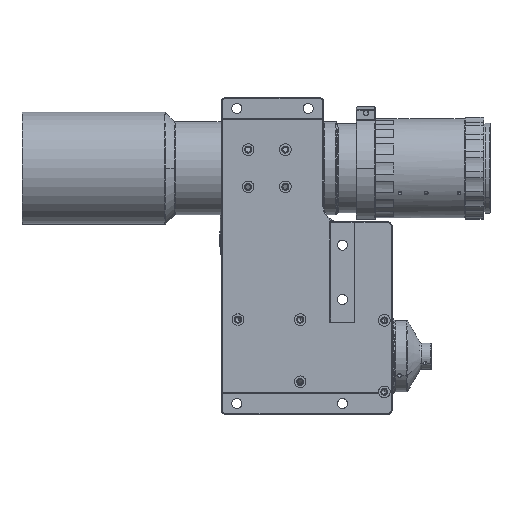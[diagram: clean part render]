
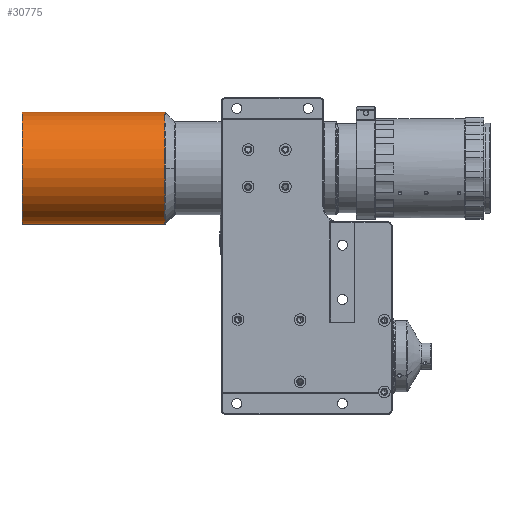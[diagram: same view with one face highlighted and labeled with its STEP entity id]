
A CAD part, front view. The second image highlights one B-rep face of the part: STEP entity #30775.
In plain terms, the highlighted cylindrical face has radius 36 mm (diameter 72 mm), a partial arc.
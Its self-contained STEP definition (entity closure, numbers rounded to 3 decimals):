
#1052 = LINE ( 'NONE', #30705, #22439 ) ;
#2097 = DIRECTION ( 'NONE',  ( -1., 0., 0. ) ) ;
#2454 = ORIENTED_EDGE ( 'NONE', *, *, #3670, .F. ) ;
#2889 = DIRECTION ( 'NONE',  ( -1., 0., 0. ) ) ;
#3262 = DIRECTION ( 'NONE',  ( 0., 0., 1. ) ) ;
#3670 = EDGE_CURVE ( 'NONE', #45332, #10190, #36779, .T. ) ;
#4016 = ORIENTED_EDGE ( 'NONE', *, *, #11117, .F. ) ;
#4803 = CYLINDRICAL_SURFACE ( 'NONE', #40227, 36. ) ;
#6099 = CIRCLE ( 'NONE', #32144, 36. ) ;
#8896 = EDGE_CURVE ( 'NONE', #19116, #10190, #14677, .T. ) ;
#9711 = VERTEX_POINT ( 'NONE', #44729 ) ;
#10190 = VERTEX_POINT ( 'NONE', #37978 ) ;
#10754 = EDGE_CURVE ( 'NONE', #19116, #9711, #6099, .T. ) ;
#11117 = EDGE_CURVE ( 'NONE', #9711, #45332, #1052, .T. ) ;
#12643 = ORIENTED_EDGE ( 'NONE', *, *, #8896, .T. ) ;
#12911 = DIRECTION ( 'NONE',  ( -1., 0., 0. ) ) ;
#14677 = LINE ( 'NONE', #23961, #31549 ) ;
#19116 = VERTEX_POINT ( 'NONE', #38558 ) ;
#19722 = DIRECTION ( 'NONE',  ( 1., 0., 0. ) ) ;
#22439 = VECTOR ( 'NONE', #2097, 1000. ) ;
#23322 = CARTESIAN_POINT ( 'NONE',  ( 0.3, 0., -36. ) ) ;
#23961 = CARTESIAN_POINT ( 'NONE',  ( 91.846, 0., 36. ) ) ;
#27065 = CARTESIAN_POINT ( 'NONE',  ( 0.3, 0., 0. ) ) ;
#27972 = DIRECTION ( 'NONE',  ( 0., 1., 0. ) ) ;
#30532 = DIRECTION ( 'NONE',  ( 0., 0., 1. ) ) ;
#30705 = CARTESIAN_POINT ( 'NONE',  ( 91.846, 0., -36. ) ) ;
#30775 = ADVANCED_FACE ( 'NONE', ( #31827 ), #4803, .T. ) ;
#31549 = VECTOR ( 'NONE', #2889, 1000. ) ;
#31827 = FACE_OUTER_BOUND ( 'NONE', #41775, .T. ) ;
#32144 = AXIS2_PLACEMENT_3D ( 'NONE', #41180, #19722, #27972 ) ;
#32527 = ORIENTED_EDGE ( 'NONE', *, *, #10754, .F. ) ;
#35486 = DIRECTION ( 'NONE',  ( -1., 0., 0. ) ) ;
#36779 = CIRCLE ( 'NONE', #42416, 36. ) ;
#37978 = CARTESIAN_POINT ( 'NONE',  ( 0.3, 0., 36. ) ) ;
#38558 = CARTESIAN_POINT ( 'NONE',  ( 91.846, 0., 36. ) ) ;
#40227 = AXIS2_PLACEMENT_3D ( 'NONE', #43113, #35486, #3262 ) ;
#41180 = CARTESIAN_POINT ( 'NONE',  ( 91.846, 0., 0. ) ) ;
#41775 = EDGE_LOOP ( 'NONE', ( #4016, #32527, #12643, #2454 ) ) ;
#42416 = AXIS2_PLACEMENT_3D ( 'NONE', #27065, #12911, #30532 ) ;
#43113 = CARTESIAN_POINT ( 'NONE',  ( 91.846, 0., 0. ) ) ;
#44729 = CARTESIAN_POINT ( 'NONE',  ( 91.846, 0., -36. ) ) ;
#45332 = VERTEX_POINT ( 'NONE', #23322 ) ;
